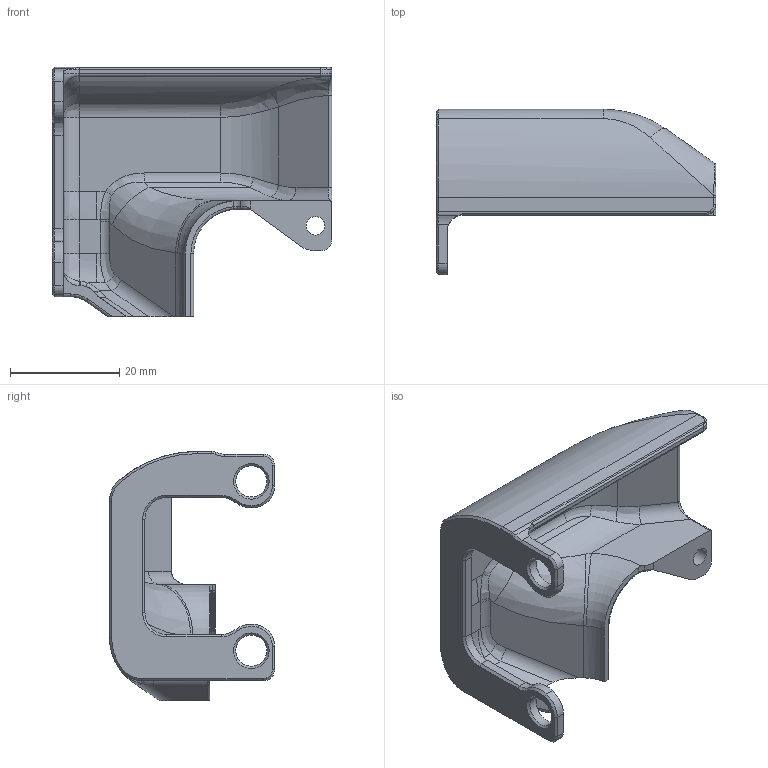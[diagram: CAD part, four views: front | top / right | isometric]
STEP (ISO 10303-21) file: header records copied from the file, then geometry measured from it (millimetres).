
FILE_DESCRIPTION(/* description */ (''),/* implementation_level */ '2;1');
FILE_NAME(/* name */ 'Connector Cover Tool Changer AlphaV1.step',/* time_stamp */ '2023-04-22T13:38:18-04:00',/* author */ (''),/* organization */ (''),/* preprocessor_version */ 'ST-DEVELOPER v19.2',/* originating_system */ 'Autodesk Translation Framework v12.4.0.73',/* authorisation */ '');
FILE_SCHEMA (('AUTOMOTIVE_DESIGN { 1 0 10303 214 3 1 1 }'));
Length unit declared in the file: millimetre
Products named in the file (1): Connector Cover Tool Changer AlphaV1
Bounding box: 51.2 x 30.25 x 45.65 mm (x, y, z)
Volume: 6466.3 mm3; surface area: 7836.2 mm2
Topology: 1 solids, 1 shells, 195 faces, 517 edges, 322 vertices
Faces by surface type: cylinder 68, plane 50, bspline 49, cone 18, torus 10
Full cylindrical faces by diameter (mm): 3.4 x1, 5.7 x2
Entity records: 7945 total; most frequent: CARTESIAN_POINT 3273, ORIENTED_EDGE 1030, DIRECTION 899, EDGE_CURVE 515, AXIS2_PLACEMENT_3D 343, VERTEX_POINT 322, LINE 213, VECTOR 213
